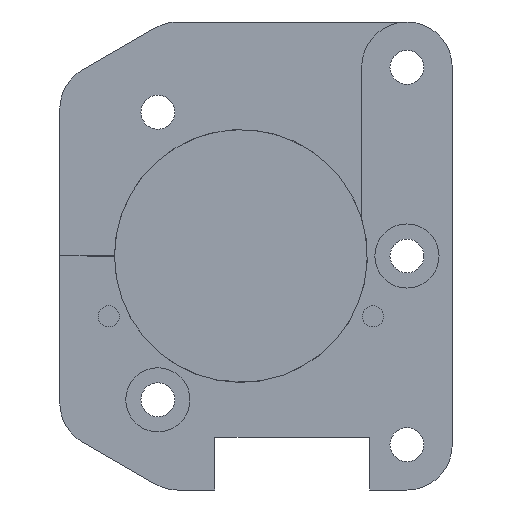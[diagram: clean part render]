
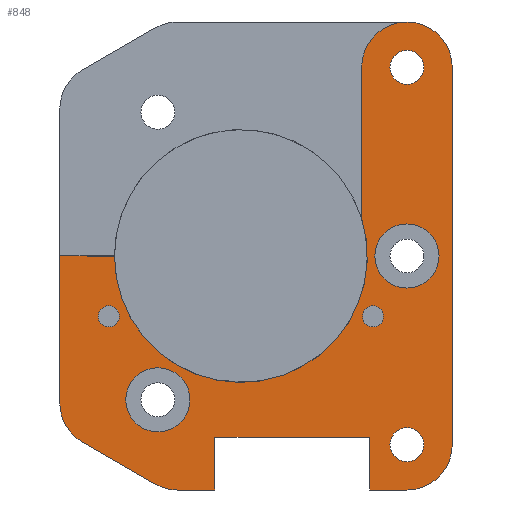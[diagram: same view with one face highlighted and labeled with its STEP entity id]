
A CAD part, left-side view. The second image highlights one B-rep face of the part: STEP entity #848.
In plain terms, the highlighted planar face has unit normal (-1, 0, 0).
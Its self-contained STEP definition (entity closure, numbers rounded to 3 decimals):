
#45=FACE_BOUND('',#168,.T.);
#46=FACE_BOUND('',#169,.T.);
#47=FACE_BOUND('',#170,.T.);
#48=FACE_BOUND('',#171,.T.);
#49=FACE_BOUND('',#172,.T.);
#50=FACE_BOUND('',#173,.T.);
#70=PLANE('',#957);
#110=FACE_OUTER_BOUND('',#167,.T.);
#167=EDGE_LOOP('',(#705,#706,#707,#708,#709,#710,#711,#712,#713,#714,#715,
#716,#717,#718,#719));
#168=EDGE_LOOP('',(#720));
#169=EDGE_LOOP('',(#721));
#170=EDGE_LOOP('',(#722));
#171=EDGE_LOOP('',(#723));
#172=EDGE_LOOP('',(#724));
#173=EDGE_LOOP('',(#725));
#220=LINE('',#1377,#285);
#222=LINE('',#1382,#287);
#224=LINE('',#1385,#289);
#225=LINE('',#1388,#290);
#228=LINE('',#1393,#293);
#241=LINE('',#1460,#306);
#245=LINE('',#1469,#310);
#247=LINE('',#1475,#312);
#248=LINE('',#1479,#313);
#249=LINE('',#1483,#314);
#285=VECTOR('',#1068,10.);
#287=VECTOR('',#1072,10.);
#289=VECTOR('',#1076,10.);
#290=VECTOR('',#1079,10.);
#293=VECTOR('',#1084,10.);
#306=VECTOR('',#1161,10.);
#310=VECTOR('',#1167,10.);
#312=VECTOR('',#1173,10.);
#313=VECTOR('',#1178,10.);
#314=VECTOR('',#1181,10.);
#344=CIRCLE('',#908,2.25);
#346=CIRCLE('',#912,2.25);
#360=CIRCLE('',#942,1.4);
#362=CIRCLE('',#946,1.4);
#364=CIRCLE('',#950,4.25);
#366=CIRCLE('',#953,4.25);
#368=CIRCLE('',#958,6.);
#369=CIRCLE('',#959,6.);
#370=CIRCLE('',#960,16.75);
#371=CIRCLE('',#961,6.);
#372=CIRCLE('',#962,6.);
#405=VERTEX_POINT('',#1312);
#407=VERTEX_POINT('',#1320);
#413=VERTEX_POINT('',#1373);
#414=VERTEX_POINT('',#1375);
#415=VERTEX_POINT('',#1379);
#416=VERTEX_POINT('',#1381);
#417=VERTEX_POINT('',#1387);
#418=VERTEX_POINT('',#1391);
#429=VERTEX_POINT('',#1428);
#431=VERTEX_POINT('',#1435);
#433=VERTEX_POINT('',#1442);
#435=VERTEX_POINT('',#1448);
#439=VERTEX_POINT('',#1457);
#440=VERTEX_POINT('',#1459);
#443=VERTEX_POINT('',#1466);
#444=VERTEX_POINT('',#1468);
#445=VERTEX_POINT('',#1472);
#446=VERTEX_POINT('',#1474);
#447=VERTEX_POINT('',#1478);
#448=VERTEX_POINT('',#1480);
#449=VERTEX_POINT('',#1482);
#484=EDGE_CURVE('',#405,#405,#344,.T.);
#488=EDGE_CURVE('',#407,#407,#346,.T.);
#499=EDGE_CURVE('',#413,#414,#220,.T.);
#501=EDGE_CURVE('',#416,#415,#222,.T.);
#503=EDGE_CURVE('',#414,#416,#224,.T.);
#504=EDGE_CURVE('',#417,#413,#225,.T.);
#507=EDGE_CURVE('',#415,#418,#228,.T.);
#524=EDGE_CURVE('',#429,#429,#360,.T.);
#527=EDGE_CURVE('',#431,#431,#362,.T.);
#530=EDGE_CURVE('',#433,#433,#364,.T.);
#533=EDGE_CURVE('',#435,#435,#366,.T.);
#538=EDGE_CURVE('',#440,#439,#241,.T.);
#542=EDGE_CURVE('',#444,#443,#245,.T.);
#544=EDGE_CURVE('',#418,#445,#368,.T.);
#545=EDGE_CURVE('',#445,#446,#247,.T.);
#546=EDGE_CURVE('',#446,#444,#369,.T.);
#547=EDGE_CURVE('',#443,#440,#370,.T.);
#548=EDGE_CURVE('',#439,#447,#248,.T.);
#549=EDGE_CURVE('',#447,#448,#371,.T.);
#550=EDGE_CURVE('',#448,#449,#249,.T.);
#551=EDGE_CURVE('',#449,#417,#372,.T.);
#705=ORIENTED_EDGE('',*,*,#501,.T.);
#706=ORIENTED_EDGE('',*,*,#507,.T.);
#707=ORIENTED_EDGE('',*,*,#544,.T.);
#708=ORIENTED_EDGE('',*,*,#545,.T.);
#709=ORIENTED_EDGE('',*,*,#546,.T.);
#710=ORIENTED_EDGE('',*,*,#542,.T.);
#711=ORIENTED_EDGE('',*,*,#547,.T.);
#712=ORIENTED_EDGE('',*,*,#538,.T.);
#713=ORIENTED_EDGE('',*,*,#548,.T.);
#714=ORIENTED_EDGE('',*,*,#549,.T.);
#715=ORIENTED_EDGE('',*,*,#550,.T.);
#716=ORIENTED_EDGE('',*,*,#551,.T.);
#717=ORIENTED_EDGE('',*,*,#504,.T.);
#718=ORIENTED_EDGE('',*,*,#499,.T.);
#719=ORIENTED_EDGE('',*,*,#503,.T.);
#720=ORIENTED_EDGE('',*,*,#484,.T.);
#721=ORIENTED_EDGE('',*,*,#488,.T.);
#722=ORIENTED_EDGE('',*,*,#524,.T.);
#723=ORIENTED_EDGE('',*,*,#527,.T.);
#724=ORIENTED_EDGE('',*,*,#533,.T.);
#725=ORIENTED_EDGE('',*,*,#530,.T.);
#848=ADVANCED_FACE('',(#110,#45,#46,#47,#48,#49,#50),#70,.T.);
#908=AXIS2_PLACEMENT_3D('',#1313,#1037,#1038);
#912=AXIS2_PLACEMENT_3D('',#1321,#1047,#1048);
#942=AXIS2_PLACEMENT_3D('',#1429,#1127,#1128);
#946=AXIS2_PLACEMENT_3D('',#1436,#1136,#1137);
#950=AXIS2_PLACEMENT_3D('',#1443,#1145,#1146);
#953=AXIS2_PLACEMENT_3D('',#1449,#1152,#1153);
#957=AXIS2_PLACEMENT_3D('',#1471,#1169,#1170);
#958=AXIS2_PLACEMENT_3D('',#1473,#1171,#1172);
#959=AXIS2_PLACEMENT_3D('',#1476,#1174,#1175);
#960=AXIS2_PLACEMENT_3D('',#1477,#1176,#1177);
#961=AXIS2_PLACEMENT_3D('',#1481,#1179,#1180);
#962=AXIS2_PLACEMENT_3D('',#1484,#1182,#1183);
#1037=DIRECTION('center_axis',(1.,0.,0.));
#1038=DIRECTION('ref_axis',(0.,0.,1.));
#1047=DIRECTION('center_axis',(1.,0.,0.));
#1048=DIRECTION('ref_axis',(0.,0.,1.));
#1068=DIRECTION('',(0.,0.,1.));
#1072=DIRECTION('',(0.,0.,-1.));
#1076=DIRECTION('',(0.,-1.,0.));
#1079=DIRECTION('',(0.,-1.,0.));
#1084=DIRECTION('',(0.,-1.,0.));
#1127=DIRECTION('center_axis',(1.,0.,0.));
#1128=DIRECTION('ref_axis',(0.,0.,1.));
#1136=DIRECTION('center_axis',(1.,0.,0.));
#1137=DIRECTION('ref_axis',(0.,0.,1.));
#1145=DIRECTION('center_axis',(1.,0.,0.));
#1146=DIRECTION('ref_axis',(0.,0.,-1.));
#1152=DIRECTION('center_axis',(1.,0.,0.));
#1153=DIRECTION('ref_axis',(0.,0.,-1.));
#1161=DIRECTION('',(0.,1.,0.));
#1167=DIRECTION('',(0.,0.,-1.));
#1169=DIRECTION('center_axis',(-1.,0.,0.));
#1170=DIRECTION('ref_axis',(0.,0.,1.));
#1171=DIRECTION('center_axis',(-1.,0.,0.));
#1172=DIRECTION('ref_axis',(0.,0.,-1.));
#1173=DIRECTION('',(0.,0.,1.));
#1174=DIRECTION('center_axis',(-1.,0.,0.));
#1175=DIRECTION('ref_axis',(0.,0.,1.));
#1176=DIRECTION('center_axis',(1.,0.,0.));
#1177=DIRECTION('ref_axis',(0.,0.,-1.));
#1178=DIRECTION('',(0.,0.,-1.));
#1179=DIRECTION('center_axis',(-1.,0.,0.));
#1180=DIRECTION('ref_axis',(0.,1.,0.));
#1181=DIRECTION('',(0.,-0.866,-0.5));
#1182=DIRECTION('center_axis',(-1.,0.,0.));
#1183=DIRECTION('ref_axis',(0.,0.5,-0.866));
#1312=CARTESIAN_POINT('',(-6.,-22.,-27.25));
#1313=CARTESIAN_POINT('Origin',(-6.,-22.,-25.));
#1320=CARTESIAN_POINT('',(-6.,-22.,22.75));
#1321=CARTESIAN_POINT('Origin',(-6.,-22.,25.));
#1373=CARTESIAN_POINT('',(-6.,3.446,-31.));
#1375=CARTESIAN_POINT('',(-6.,3.446,-24.));
#1377=CARTESIAN_POINT('',(-6.,3.446,-16.25));
#1379=CARTESIAN_POINT('',(-6.,-17.054,-31.));
#1381=CARTESIAN_POINT('',(-6.,-17.054,-24.));
#1382=CARTESIAN_POINT('',(-6.,-17.054,-16.25));
#1385=CARTESIAN_POINT('',(-6.,6.718,-24.));
#1387=CARTESIAN_POINT('',(-6.,8.392,-31.));
#1388=CARTESIAN_POINT('',(-6.,8.392,-31.));
#1391=CARTESIAN_POINT('',(-6.,-22.,-31.));
#1393=CARTESIAN_POINT('',(-6.,8.392,-31.));
#1428=CARTESIAN_POINT('',(-6.,17.5,-9.4));
#1429=CARTESIAN_POINT('Origin',(-6.,17.5,-8.));
#1435=CARTESIAN_POINT('',(-6.,-17.5,-9.4));
#1436=CARTESIAN_POINT('Origin',(-6.,-17.5,-8.));
#1442=CARTESIAN_POINT('',(-6.,11.,-14.803));
#1443=CARTESIAN_POINT('Origin',(-6.,11.,-19.053));
#1448=CARTESIAN_POINT('',(-6.,-22.,4.25));
#1449=CARTESIAN_POINT('Origin',(-6.,-22.,0.));
#1457=CARTESIAN_POINT('',(-6.,24.,0.));
#1459=CARTESIAN_POINT('',(-6.,16.75,0.));
#1460=CARTESIAN_POINT('',(-6.,16.75,0.));
#1466=CARTESIAN_POINT('',(-6.,-16.,4.956));
#1468=CARTESIAN_POINT('',(-6.,-16.,25.));
#1469=CARTESIAN_POINT('',(-6.,-16.,25.));
#1471=CARTESIAN_POINT('Origin',(-6.,20.24,-1.5));
#1472=CARTESIAN_POINT('',(-6.,-28.,-25.));
#1473=CARTESIAN_POINT('Origin',(-6.,-22.,-25.));
#1474=CARTESIAN_POINT('',(-6.,-28.,25.));
#1475=CARTESIAN_POINT('',(-6.,-28.,-25.));
#1476=CARTESIAN_POINT('Origin',(-6.,-22.,25.));
#1477=CARTESIAN_POINT('Origin',(-6.,0.,0.));
#1478=CARTESIAN_POINT('',(-6.,24.,-19.453));
#1479=CARTESIAN_POINT('',(-6.,24.,19.453));
#1480=CARTESIAN_POINT('',(-6.,21.,-24.649));
#1481=CARTESIAN_POINT('Origin',(-6.,18.,-19.453));
#1482=CARTESIAN_POINT('',(-6.,11.392,-30.196));
#1483=CARTESIAN_POINT('',(-6.,21.,-24.649));
#1484=CARTESIAN_POINT('Origin',(-6.,8.392,-25.));
